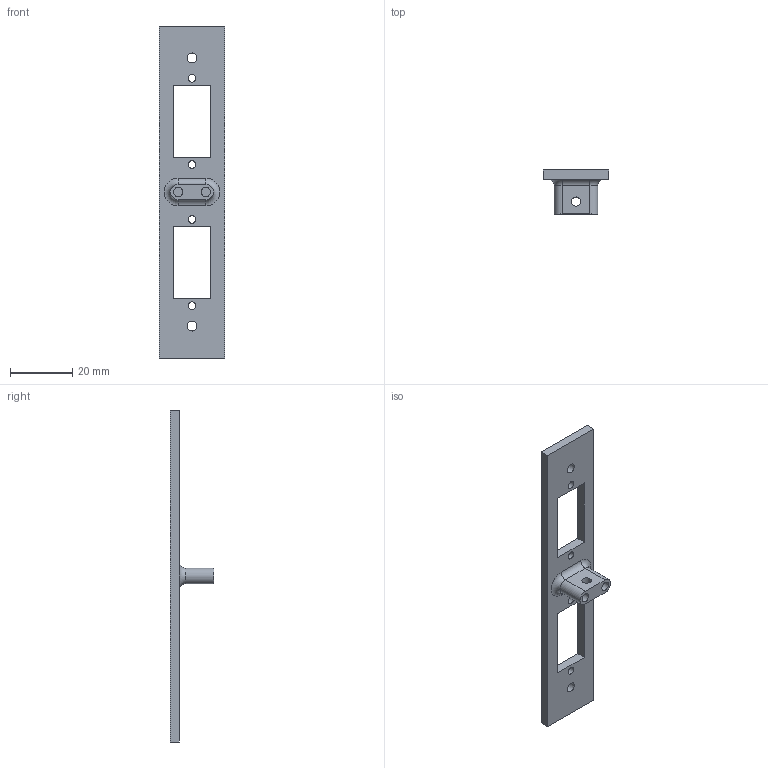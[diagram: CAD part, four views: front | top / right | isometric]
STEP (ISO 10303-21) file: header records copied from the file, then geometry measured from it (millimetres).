
FILE_DESCRIPTION(/* description */ (''),/* implementation_level */ '2;1');
FILE_NAME(/* name */ 'CrossLink.step',/* time_stamp */ '2025-11-28T21:52:35+01:00',/* author */ (''),/* organization */ (''),/* preprocessor_version */ 'ST-DEVELOPER v20.1',/* originating_system */ 'Autodesk Translation Framework v14.21.0.0',/* authorisation */ '');
FILE_SCHEMA (('AUTOMOTIVE_DESIGN { 1 0 10303 214 3 1 1 }'));
Length unit declared in the file: millimetre
Products named in the file (1): (Unsaved)
Bounding box: 21 x 14.1 x 107 mm (x, y, z)
Volume: 5549.6 mm3; surface area: 5123.5 mm2
Topology: 1 solids, 1 shells, 34 faces, 83 edges, 54 vertices
Faces by surface type: plane 19, cylinder 13, torus 2
Full cylindrical faces by diameter (mm): 2.5 x4, 3 x3, 3.2 x2
Entity records: 1072 total; most frequent: DIRECTION 181, CARTESIAN_POINT 172, ORIENTED_EDGE 166, EDGE_CURVE 83, AXIS2_PLACEMENT_3D 63, EDGE_LOOP 55, LINE 55, VECTOR 55
